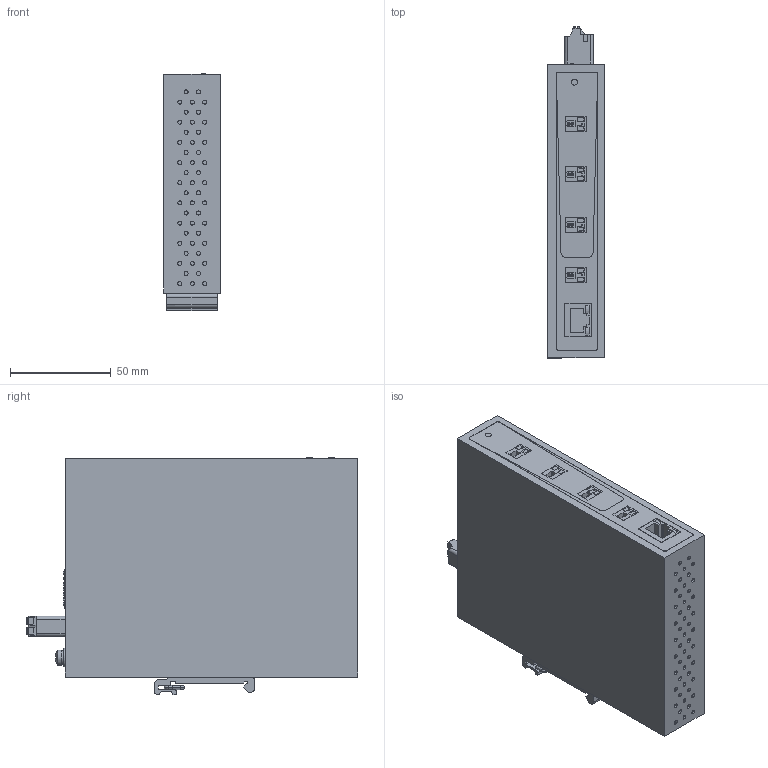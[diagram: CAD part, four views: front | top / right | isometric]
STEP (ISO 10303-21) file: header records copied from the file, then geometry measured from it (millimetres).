
FILE_DESCRIPTION(('CATIA V5 STEP Exchange','CAx-IF Rec.Pracs.--- Model Styling and Organization---1.5--- 2016-08-15','CAx-IF Rec.Pracs.---Supplemental Geometry---1.0---2011-11-01','CAx-IF Rec.Pracs.--- Composite Materials ---1.1---2010-07-15'),'2;1');
FILE_NAME ('D1607089_2', '2025-05-23T05:57:37+00:00', ('none'), ('Weidmueller'), 'CATIA Version 5-6 Release 2022 SP4 HF5', 'CATIA V5 STEP AP214 v3', 'none');
FILE_SCHEMA(('AUTOMOTIVE_DESIGN { 1 0 10303 214 1 1 1 1 }'));
Length unit declared in the file: millimetre
Products named in the file (1): S3D_IE_SW_SPE05_4T1LMPODL_1TX
Bounding box: 28 x 164.48 x 117.52 mm (x, y, z)
Volume: 442604.2 mm3; surface area: 53369.1 mm2
Topology: 2 solids, 2 shells, 930 faces, 2308 edges, 1513 vertices
Faces by surface type: plane 559, cylinder 270, extrusion 46, cone 32, torus 21, sphere 2
Entity records: 27001 total; most frequent: CARTESIAN_POINT 5739, ORIENTED_EDGE 4608, DIRECTION 3183, EDGE_CURVE 2304, VECTOR 1587, LINE 1541, VERTEX_POINT 1513, AXIS2_PLACEMENT_3D 1089
